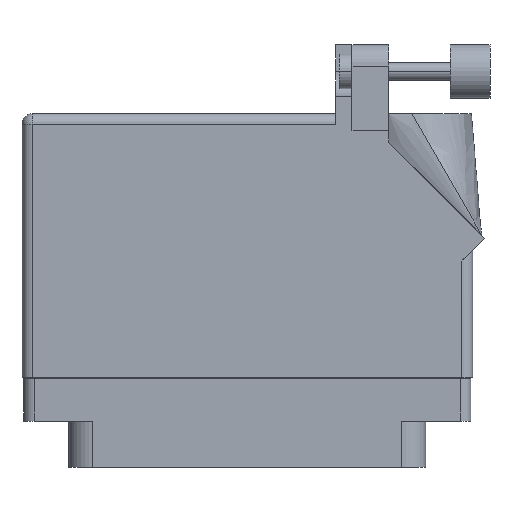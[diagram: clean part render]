
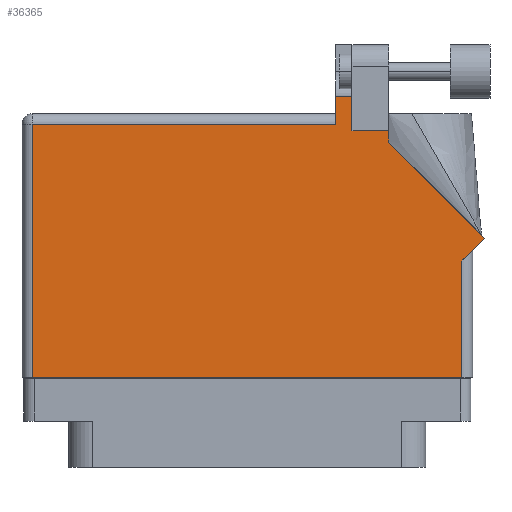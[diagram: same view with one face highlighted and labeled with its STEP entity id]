
A CAD part, front view. The second image highlights one B-rep face of the part: STEP entity #36365.
In plain terms, the highlighted face is planar.
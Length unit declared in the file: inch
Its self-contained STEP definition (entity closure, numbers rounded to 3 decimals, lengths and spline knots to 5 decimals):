
#408 = VECTOR ( 'NONE', #48268, 39.37008 ) ;
#746 = VECTOR ( 'NONE', #36125, 39.37008 ) ;
#845 = DIRECTION ( 'NONE',  ( 0., -1., 0. ) ) ;
#1388 = CARTESIAN_POINT ( 'NONE',  ( 1.244, -0.1, 0.455 ) ) ;
#1946 = CARTESIAN_POINT ( 'NONE',  ( 0.82, 1.33, 0.455 ) ) ;
#2040 = ORIENTED_EDGE ( 'NONE', *, *, #22120, .T. ) ;
#2100 = EDGE_CURVE ( 'NONE', #40777, #47971, #45746, .T. ) ;
#3173 = CARTESIAN_POINT ( 'NONE',  ( -1.244, 1.368, 0.455 ) ) ;
#4316 = DIRECTION ( 'NONE',  ( 0., 1., 0. ) ) ;
#4531 = LINE ( 'NONE', #16891, #20915 ) ;
#4919 = EDGE_CURVE ( 'NONE', #50640, #19785, #21830, .T. ) ;
#4961 = CARTESIAN_POINT ( 'NONE',  ( 0.513, 1.43, 0.455 ) ) ;
#6105 = EDGE_CURVE ( 'NONE', #35627, #36498, #50034, .T. ) ;
#6742 = EDGE_CURVE ( 'NONE', #7395, #40777, #22189, .T. ) ;
#7160 = LINE ( 'NONE', #46982, #38177 ) ;
#7395 = VERTEX_POINT ( 'NONE', #31154 ) ;
#7779 = VECTOR ( 'NONE', #21347, 39.37008 ) ;
#9019 = AXIS2_PLACEMENT_3D ( 'NONE', #38529, #35289, #40464 ) ;
#9922 = LINE ( 'NONE', #29969, #33285 ) ;
#10535 = EDGE_CURVE ( 'NONE', #22087, #25250, #7160, .T. ) ;
#11043 = CARTESIAN_POINT ( 'NONE',  ( 0.607, 1.5315, 0.455 ) ) ;
#11933 = CARTESIAN_POINT ( 'NONE',  ( -1.306, 1.368, 0.455 ) ) ;
#12585 = ORIENTED_EDGE ( 'NONE', *, *, #38487, .T. ) ;
#13187 = DIRECTION ( 'NONE',  ( -1., 0., 0. ) ) ;
#13905 = DIRECTION ( 'NONE',  ( 0.707, 0.707, 0. ) ) ;
#15178 = ORIENTED_EDGE ( 'NONE', *, *, #6105, .T. ) ;
#15425 = CARTESIAN_POINT ( 'NONE',  ( 1.37671, 0.70771, 0.455 ) ) ;
#16891 = CARTESIAN_POINT ( 'NONE',  ( 0.607, 1.33, 0.455 ) ) ;
#17037 = ORIENTED_EDGE ( 'NONE', *, *, #42781, .T. ) ;
#17753 = CARTESIAN_POINT ( 'NONE',  ( 1.37671, 0.70771, 0.455 ) ) ;
#19112 = DIRECTION ( 'NONE',  ( 0., 1., 0. ) ) ;
#19372 = VERTEX_POINT ( 'NONE', #15425 ) ;
#19785 = VERTEX_POINT ( 'NONE', #35876 ) ;
#20591 = VECTOR ( 'NONE', #38497, 39.37008 ) ;
#20694 = ORIENTED_EDGE ( 'NONE', *, *, #43235, .T. ) ;
#20915 = VECTOR ( 'NONE', #33132, 39.37008 ) ;
#21347 = DIRECTION ( 'NONE',  ( 0., -1., 0. ) ) ;
#21830 = LINE ( 'NONE', #1946, #40293 ) ;
#21852 = LINE ( 'NONE', #48778, #408 ) ;
#22087 = VERTEX_POINT ( 'NONE', #1388 ) ;
#22120 = EDGE_CURVE ( 'NONE', #25250, #19372, #9922, .T. ) ;
#22189 = LINE ( 'NONE', #11933, #746 ) ;
#22256 = ORIENTED_EDGE ( 'NONE', *, *, #10535, .T. ) ;
#23003 = CARTESIAN_POINT ( 'NONE',  ( 0.82, 1.33, 0.455 ) ) ;
#23589 = CARTESIAN_POINT ( 'NONE',  ( 0.513, 1.5315, 0.455 ) ) ;
#25250 = VERTEX_POINT ( 'NONE', #50254 ) ;
#25615 = ORIENTED_EDGE ( 'NONE', *, *, #31634, .T. ) ;
#25782 = VERTEX_POINT ( 'NONE', #50341 ) ;
#25849 = FACE_OUTER_BOUND ( 'NONE', #38967, .T. ) ;
#26661 = VECTOR ( 'NONE', #4316, 39.37008 ) ;
#28177 = CARTESIAN_POINT ( 'NONE',  ( 0.82, 1.26442, 0.455 ) ) ;
#28874 = ORIENTED_EDGE ( 'NONE', *, *, #2100, .T. ) ;
#29157 = CARTESIAN_POINT ( 'NONE',  ( -1.244, -0.1, 0.455 ) ) ;
#29969 = CARTESIAN_POINT ( 'NONE',  ( 1.306, 0.637, 0.455 ) ) ;
#31154 = CARTESIAN_POINT ( 'NONE',  ( 0.513, 1.368, 0.455 ) ) ;
#31634 = EDGE_CURVE ( 'NONE', #47971, #22087, #21852, .T. ) ;
#33132 = DIRECTION ( 'NONE',  ( 0., 1., 0. ) ) ;
#33285 = VECTOR ( 'NONE', #13905, 39.37008 ) ;
#35056 = VECTOR ( 'NONE', #845, 39.37008 ) ;
#35289 = DIRECTION ( 'NONE',  ( 0., 0., -1. ) ) ;
#35627 = VERTEX_POINT ( 'NONE', #11043 ) ;
#35876 = CARTESIAN_POINT ( 'NONE',  ( 0.607, 1.33, 0.455 ) ) ;
#36125 = DIRECTION ( 'NONE',  ( -1., 0., 0. ) ) ;
#36241 = LINE ( 'NONE', #4961, #7779 ) ;
#36365 = ADVANCED_FACE ( 'NONE', ( #25849 ), #50536, .F. ) ;
#36498 = VERTEX_POINT ( 'NONE', #23589 ) ;
#38177 = VECTOR ( 'NONE', #19112, 39.37008 ) ;
#38487 = EDGE_CURVE ( 'NONE', #19372, #25782, #43978, .T. ) ;
#38497 = DIRECTION ( 'NONE',  ( -0.707, 0.707, 0. ) ) ;
#38529 = CARTESIAN_POINT ( 'NONE',  ( -1.306, 1.43, 0.455 ) ) ;
#38967 = EDGE_LOOP ( 'NONE', ( #20694, #15178, #44083, #41751, #28874, #25615, #22256, #2040, #12585, #17037, #49521 ) ) ;
#39476 = VECTOR ( 'NONE', #13187, 39.37008 ) ;
#40293 = VECTOR ( 'NONE', #50552, 39.37008 ) ;
#40464 = DIRECTION ( 'NONE',  ( -1., 0., 0. ) ) ;
#40661 = LINE ( 'NONE', #28177, #26661 ) ;
#40777 = VERTEX_POINT ( 'NONE', #3173 ) ;
#41751 = ORIENTED_EDGE ( 'NONE', *, *, #6742, .T. ) ;
#42781 = EDGE_CURVE ( 'NONE', #25782, #50640, #40661, .T. ) ;
#43235 = EDGE_CURVE ( 'NONE', #19785, #35627, #4531, .T. ) ;
#43978 = LINE ( 'NONE', #17753, #20591 ) ;
#44083 = ORIENTED_EDGE ( 'NONE', *, *, #45140, .T. ) ;
#45140 = EDGE_CURVE ( 'NONE', #36498, #7395, #36241, .T. ) ;
#45299 = CARTESIAN_POINT ( 'NONE',  ( -1.244, -0.1, 0.455 ) ) ;
#45746 = LINE ( 'NONE', #45299, #35056 ) ;
#46982 = CARTESIAN_POINT ( 'NONE',  ( 1.244, 0.637, 0.455 ) ) ;
#47971 = VERTEX_POINT ( 'NONE', #29157 ) ;
#48268 = DIRECTION ( 'NONE',  ( 1., 0., 0. ) ) ;
#48776 = CARTESIAN_POINT ( 'NONE',  ( 0.93777, 1.5315, 0.455 ) ) ;
#48778 = CARTESIAN_POINT ( 'NONE',  ( -1.306, -0.1, 0.455 ) ) ;
#49521 = ORIENTED_EDGE ( 'NONE', *, *, #4919, .T. ) ;
#50034 = LINE ( 'NONE', #48776, #39476 ) ;
#50254 = CARTESIAN_POINT ( 'NONE',  ( 1.244, 0.575, 0.455 ) ) ;
#50341 = CARTESIAN_POINT ( 'NONE',  ( 0.82, 1.26442, 0.455 ) ) ;
#50536 = PLANE ( 'NONE',  #9019 ) ;
#50552 = DIRECTION ( 'NONE',  ( -1., 0., 0. ) ) ;
#50640 = VERTEX_POINT ( 'NONE', #23003 ) ;
